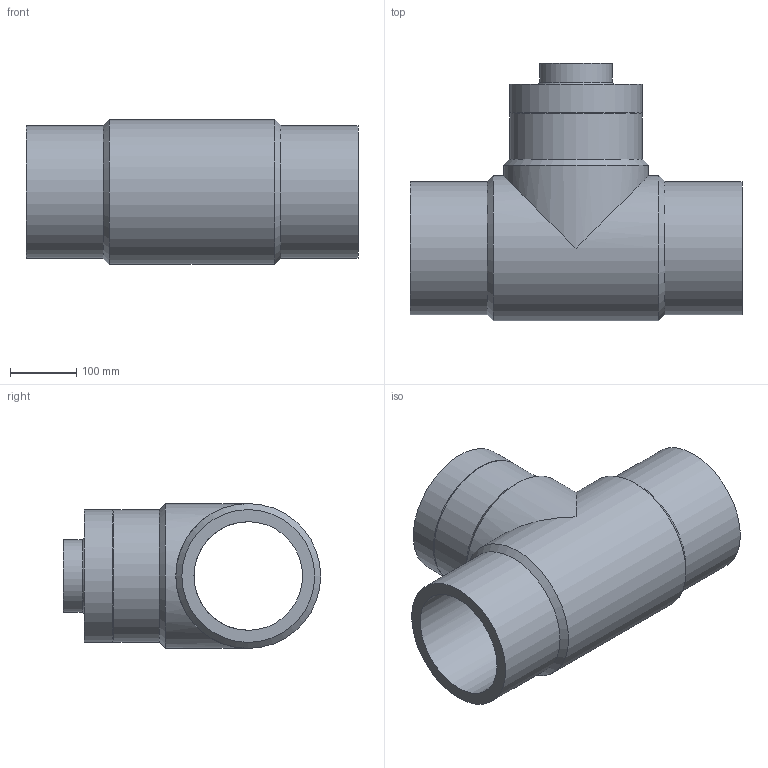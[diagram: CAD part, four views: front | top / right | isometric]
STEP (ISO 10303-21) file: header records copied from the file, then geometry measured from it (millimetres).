
FILE_DESCRIPTION (( 'STEP AP203' ), '1' );
FILE_NAME ('581248583.STEP', '2017-08-01T20:30:38', ( '' ), ( '' ), 'SwSTEP 2.0', 'SolidWorks 2017', '' );
FILE_SCHEMA (( 'CONFIG_CONTROL_DESIGN' ));
Length unit declared in the file: inch
Products named in the file (1): 581248583
Bounding box: 500 x 387.74 x 218.2 mm (x, y, z)
Volume: 8490242.8 mm3; surface area: 826969.3 mm2
Topology: 2 solids, 2 shells, 24 faces, 53 edges, 33 vertices
Faces by surface type: cylinder 11, plane 6, cone 4, torus 3
Full cylindrical faces by diameter (mm): 89.967 x1, 109.982 x1, 163.474 x1, 163.6 x2, 199.898 x1, 200 x3, 218.2 x2
Entity records: 599 total; most frequent: DIRECTION 96, CARTESIAN_POINT 91, ORIENTED_EDGE 54, EDGE_LOOP 50, AXIS2_PLACEMENT_3D 48, FACE_OUTER_BOUND 38, EDGE_CURVE 27, VERTEX_POINT 27
